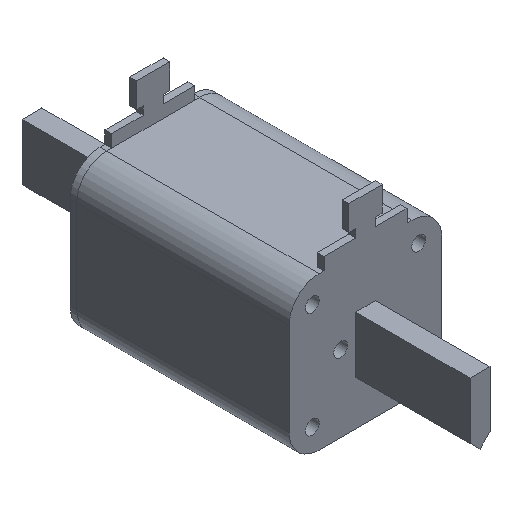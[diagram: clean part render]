
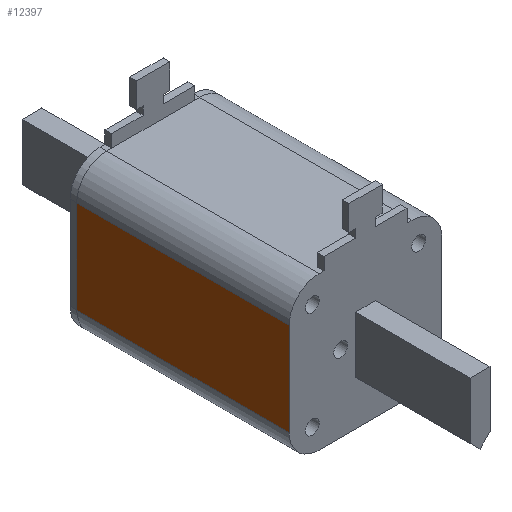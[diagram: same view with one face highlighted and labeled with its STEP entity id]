
A CAD part, isometric view. The second image highlights one B-rep face of the part: STEP entity #12397.
In plain terms, the highlighted planar face has unit normal (-1, 0, 0).
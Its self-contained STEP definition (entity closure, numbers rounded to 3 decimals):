
#468 = EDGE_CURVE ( 'NONE', #10063, #15011, #9771, .T. ) ;
#1104 = VERTEX_POINT ( 'NONE', #3256 ) ;
#1288 = DIRECTION ( 'NONE',  ( 1., 0., 0. ) ) ;
#1565 = CARTESIAN_POINT ( 'NONE',  ( -23., -2., 14. ) ) ;
#1734 = VECTOR ( 'NONE', #9474, 1000. ) ;
#2183 = LINE ( 'NONE', #6011, #8673 ) ;
#2740 = ORIENTED_EDGE ( 'NONE', *, *, #14898, .T. ) ;
#3232 = AXIS2_PLACEMENT_3D ( 'NONE', #3709, #1288, #6239 ) ;
#3256 = CARTESIAN_POINT ( 'NONE',  ( -23., -2., -14. ) ) ;
#3521 = DIRECTION ( 'NONE',  ( 0., 0., 1. ) ) ;
#3709 = CARTESIAN_POINT ( 'NONE',  ( -23., 62., 23. ) ) ;
#3892 = VECTOR ( 'NONE', #3521, 1000. ) ;
#4512 = CARTESIAN_POINT ( 'NONE',  ( -23., -2., -14. ) ) ;
#4542 = DIRECTION ( 'NONE',  ( 0., 1., 0. ) ) ;
#4624 = VECTOR ( 'NONE', #4542, 1000. ) ;
#4723 = EDGE_CURVE ( 'NONE', #10063, #1104, #2183, .T. ) ;
#4931 = FACE_OUTER_BOUND ( 'NONE', #13532, .T. ) ;
#6011 = CARTESIAN_POINT ( 'NONE',  ( -23., 62., -14. ) ) ;
#6239 = DIRECTION ( 'NONE',  ( 0., 0., -1. ) ) ;
#8305 = CARTESIAN_POINT ( 'NONE',  ( -23., 62., 23. ) ) ;
#8469 = EDGE_CURVE ( 'NONE', #15405, #15011, #13550, .T. ) ;
#8673 = VECTOR ( 'NONE', #15801, 1000. ) ;
#9100 = CARTESIAN_POINT ( 'NONE',  ( -23., 62., -14. ) ) ;
#9153 = ORIENTED_EDGE ( 'NONE', *, *, #4723, .T. ) ;
#9474 = DIRECTION ( 'NONE',  ( 0., 0., 1. ) ) ;
#9771 = LINE ( 'NONE', #8305, #3892 ) ;
#10063 = VERTEX_POINT ( 'NONE', #9100 ) ;
#11013 = CARTESIAN_POINT ( 'NONE',  ( -23., 62., 14. ) ) ;
#12227 = PLANE ( 'NONE',  #3232 ) ;
#12397 = ADVANCED_FACE ( 'NONE', ( #4931 ), #12227, .F. ) ;
#13040 = LINE ( 'NONE', #4512, #1734 ) ;
#13102 = ORIENTED_EDGE ( 'NONE', *, *, #8469, .T. ) ;
#13233 = CARTESIAN_POINT ( 'NONE',  ( -23., 62., 14. ) ) ;
#13532 = EDGE_LOOP ( 'NONE', ( #9153, #2740, #13102, #15753 ) ) ;
#13550 = LINE ( 'NONE', #13233, #4624 ) ;
#14898 = EDGE_CURVE ( 'NONE', #1104, #15405, #13040, .T. ) ;
#15011 = VERTEX_POINT ( 'NONE', #11013 ) ;
#15405 = VERTEX_POINT ( 'NONE', #1565 ) ;
#15753 = ORIENTED_EDGE ( 'NONE', *, *, #468, .F. ) ;
#15801 = DIRECTION ( 'NONE',  ( 0., -1., 0. ) ) ;
